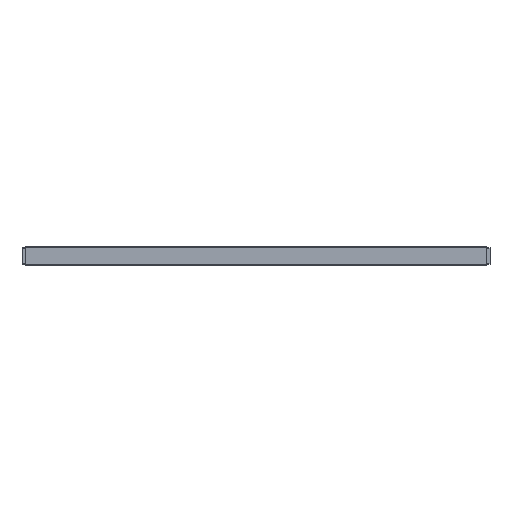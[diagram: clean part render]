
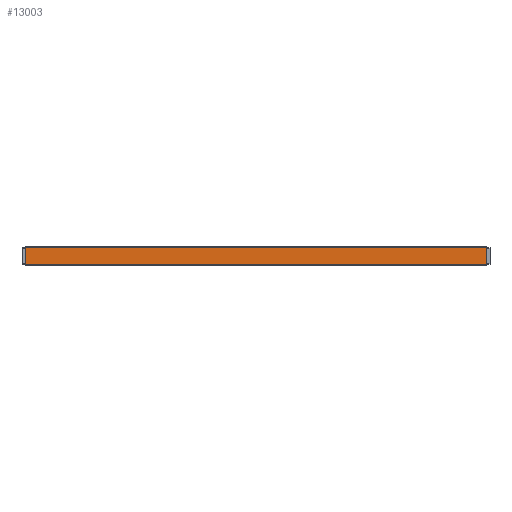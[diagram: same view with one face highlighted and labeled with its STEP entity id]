
A CAD part, front view. The second image highlights one B-rep face of the part: STEP entity #13003.
In plain terms, the highlighted planar face has unit normal (0, -1, 0).
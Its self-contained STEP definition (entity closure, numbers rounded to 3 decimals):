
#10538=FACE_OUTER_BOUND('',#24972,.T.);
#13003=ADVANCED_FACE('',(#10538),#16692,.T.);
#16692=PLANE('',#71819);
#24972=EDGE_LOOP('',(#30627,#30628,#30629,#30630,#30631,#30632,#30633,#30634));
#30627=ORIENTED_EDGE('',*,*,#53547,.T.);
#30628=ORIENTED_EDGE('',*,*,#53548,.F.);
#30629=ORIENTED_EDGE('',*,*,#53549,.T.);
#30630=ORIENTED_EDGE('',*,*,#53550,.T.);
#30631=ORIENTED_EDGE('',*,*,#53551,.T.);
#30632=ORIENTED_EDGE('',*,*,#53552,.F.);
#30633=ORIENTED_EDGE('',*,*,#53553,.T.);
#30634=ORIENTED_EDGE('',*,*,#53554,.T.);
#47507=VERTEX_POINT('',#95662);
#47508=VERTEX_POINT('',#95663);
#47509=VERTEX_POINT('',#95665);
#47510=VERTEX_POINT('',#95667);
#47511=VERTEX_POINT('',#95669);
#47512=VERTEX_POINT('',#95671);
#47513=VERTEX_POINT('',#95673);
#47514=VERTEX_POINT('',#95675);
#53547=EDGE_CURVE('',#47507,#47508,#61897,.T.);
#53548=EDGE_CURVE('',#47509,#47508,#61898,.T.);
#53549=EDGE_CURVE('',#47509,#47510,#61899,.T.);
#53550=EDGE_CURVE('',#47510,#47511,#61900,.T.);
#53551=EDGE_CURVE('',#47511,#47512,#61901,.T.);
#53552=EDGE_CURVE('',#47513,#47512,#61902,.T.);
#53553=EDGE_CURVE('',#47513,#47514,#61903,.T.);
#53554=EDGE_CURVE('',#47514,#47507,#61904,.T.);
#61897=LINE('',#95661,#66945);
#61898=LINE('',#95664,#66946);
#61899=LINE('',#95666,#66947);
#61900=LINE('',#95668,#66948);
#61901=LINE('',#95670,#66949);
#61902=LINE('',#95672,#66950);
#61903=LINE('',#95674,#66951);
#61904=LINE('',#95676,#66952);
#66945=VECTOR('',#78033,1.);
#66946=VECTOR('',#78034,1.);
#66947=VECTOR('',#78035,1.);
#66948=VECTOR('',#78036,1.);
#66949=VECTOR('',#78037,1.);
#66950=VECTOR('',#78038,1.);
#66951=VECTOR('',#78039,1.);
#66952=VECTOR('',#78040,1.);
#71819=AXIS2_PLACEMENT_3D('',#95677,#78041,#78042);
#78033=DIRECTION('',(-1.,0.,0.));
#78034=DIRECTION('',(0.577,0.,0.816));
#78035=DIRECTION('',(0.,0.,-1.));
#78036=DIRECTION('',(0.577,0.,-0.816));
#78037=DIRECTION('',(1.,0.,0.));
#78038=DIRECTION('',(-0.577,0.,-0.816));
#78039=DIRECTION('',(0.,0.,1.));
#78040=DIRECTION('',(-0.577,0.,0.816));
#78041=DIRECTION('',(0.,-1.,0.));
#78042=DIRECTION('',(-1.,0.,0.));
#95661=CARTESIAN_POINT('',(-150.,-6.,5.5));
#95662=CARTESIAN_POINT('',(149.3,-6.,5.5));
#95663=CARTESIAN_POINT('',(-149.3,-6.,5.5));
#95664=CARTESIAN_POINT('',(-149.582,-6.,5.101));
#95665=CARTESIAN_POINT('',(-149.5,-6.,5.217));
#95666=CARTESIAN_POINT('',(-149.5,-6.,-5.5));
#95667=CARTESIAN_POINT('',(-149.5,-6.,-5.217));
#95668=CARTESIAN_POINT('',(-154.954,-6.,2.497));
#95669=CARTESIAN_POINT('',(-149.3,-6.,-5.5));
#95670=CARTESIAN_POINT('',(-150.,-6.,-5.5));
#95671=CARTESIAN_POINT('',(149.3,-6.,-5.5));
#95672=CARTESIAN_POINT('',(149.582,-6.,-5.101));
#95673=CARTESIAN_POINT('',(149.5,-6.,-5.217));
#95674=CARTESIAN_POINT('',(149.5,-6.,6.));
#95675=CARTESIAN_POINT('',(149.5,-6.,5.217));
#95676=CARTESIAN_POINT('',(49.298,-6.,146.925));
#95677=CARTESIAN_POINT('',(-150.,-6.,6.));
